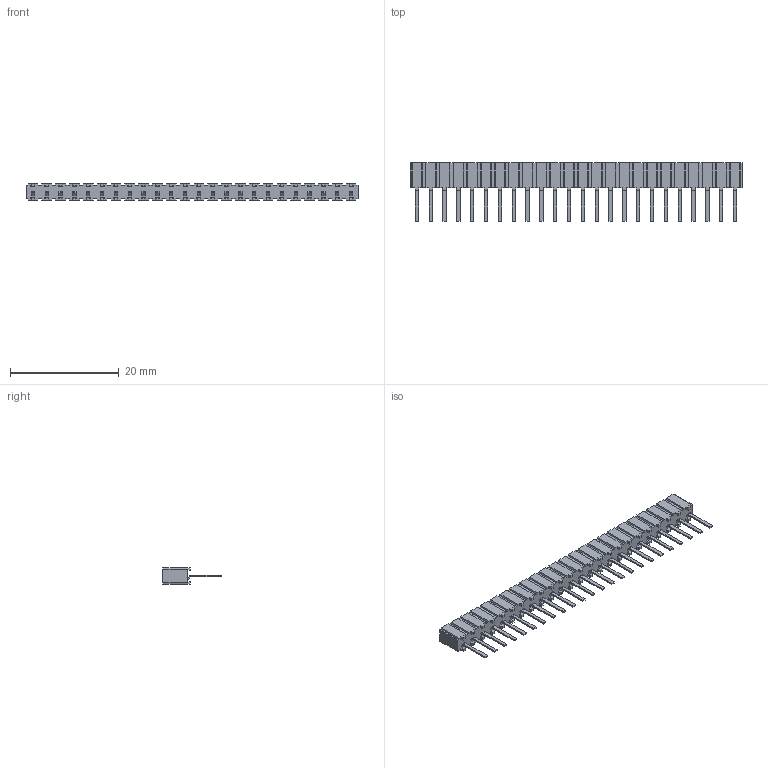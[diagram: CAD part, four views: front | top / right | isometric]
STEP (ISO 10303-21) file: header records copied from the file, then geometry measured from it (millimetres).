
FILE_DESCRIPTION(/* description */ ('STEP AP214'),/* implementation_level */ '2;1');
FILE_NAME(/* name */ 'CES-124-02-T-S',/* time_stamp */ '2024-07-08T03:19:09+02:00',/* author */ ('License CC BY-ND 4.0'),/* organization */ ('CADENAS'),/* preprocessor_version */ 'ST-DEVELOPER v19.3',/* originating_system */ 'PARTsolutions',/* authorisation */ ' ');
FILE_SCHEMA (('AUTOMOTIVE_DESIGN {1 0 10303 214 3 1 1}'));
Length unit declared in the file: inch
Products named in the file (4): CES-124-02-T-S; CES-124-01-S_socket; 012402TS; 012402TS2
Assembly tree (3 placements, depth 2):
  CES-124-02-T-S
    CES-124-01-S_socket
    012402TS
    012402TS2
Bounding box: 60.96 x 10.74 x 3.05 mm (x, y, z)
Volume: 1253.9 mm3; surface area: 2882.8 mm2
Topology: 3 solids, 3 shells, 858 faces, 2340 edges, 1560 vertices
Faces by surface type: plane 810, cylinder 48
Entity records: 26724 total; most frequent: CARTESIAN_POINT 4762, ORIENTED_EDGE 4680, DIRECTION 4160, EDGE_CURVE 2340, LINE 2244, VECTOR 2244, VERTEX_POINT 1560, AXIS2_PLACEMENT_3D 958
